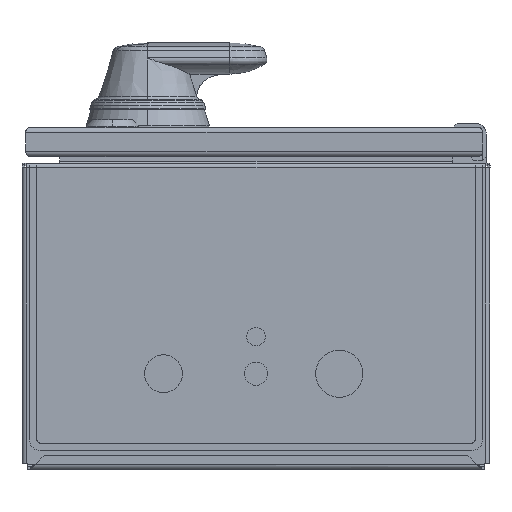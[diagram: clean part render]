
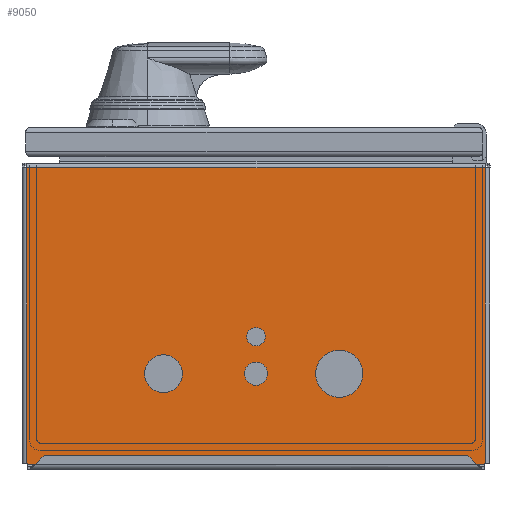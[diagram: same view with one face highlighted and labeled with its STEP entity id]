
A CAD part, left-side view. The second image highlights one B-rep face of the part: STEP entity #9050.
In plain terms, the highlighted planar face has unit normal (-1, 0, 0).
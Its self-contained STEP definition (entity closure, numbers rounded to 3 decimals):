
#883=DIRECTION('',(0.,-1.,0.));
#884=VECTOR('',#883,0.5);
#885=CARTESIAN_POINT('',(-28.133,124.029,-1.917));
#886=LINE('',#885,#884);
#896=DIRECTION('',(0.,0.,-1.));
#897=VECTOR('',#896,0.583);
#898=CARTESIAN_POINT('',(-28.133,123.529,-1.917));
#899=LINE('',#898,#897);
#1078=DIRECTION('',(0.,0.,1.));
#1079=VECTOR('',#1078,0.583);
#1080=CARTESIAN_POINT('',(-28.133,-123.471,
-2.5));
#1081=LINE('',#1080,#1079);
#1091=DIRECTION('',(0.,-1.,0.));
#1092=VECTOR('',#1091,0.5);
#1093=CARTESIAN_POINT('',(-28.133,-123.471,
-1.917));
#1094=LINE('',#1093,#1092);
#1363=DIRECTION('',(0.,1.,0.));
#1364=VECTOR('',#1363,248.);
#1365=CARTESIAN_POINT('',(-28.133,-123.971,
158.));
#1366=LINE('',#1365,#1364);
#1371=CARTESIAN_POINT('',(-28.133,0.029,
46.583));
#1372=DIRECTION('',(-1.,0.,0.));
#1373=DIRECTION('',(0.,-1.,0.));
#1374=AXIS2_PLACEMENT_3D('',#1371,#1372,#1373);
#1376=CARTESIAN_POINT('',(-28.133,0.029,
46.583));
#1377=DIRECTION('',(-1.,0.,0.));
#1378=DIRECTION('',(0.,1.,0.));
#1379=AXIS2_PLACEMENT_3D('',#1376,#1377,#1378);
#1381=CARTESIAN_POINT('',(-28.133,0.029,
66.583));
#1382=DIRECTION('',(-1.,0.,0.));
#1383=DIRECTION('',(0.,-1.,0.));
#1384=AXIS2_PLACEMENT_3D('',#1381,#1382,#1383);
#1386=CARTESIAN_POINT('',(-28.133,0.029,
66.583));
#1387=DIRECTION('',(-1.,0.,0.));
#1388=DIRECTION('',(0.,1.,0.));
#1389=AXIS2_PLACEMENT_3D('',#1386,#1387,#1388);
#1391=CARTESIAN_POINT('',(-28.133,-44.971,
46.583));
#1392=DIRECTION('',(-1.,0.,0.));
#1393=DIRECTION('',(0.,-1.,0.));
#1394=AXIS2_PLACEMENT_3D('',#1391,#1392,#1393);
#1396=CARTESIAN_POINT('',(-28.133,-44.971,
46.583));
#1397=DIRECTION('',(-1.,0.,0.));
#1398=DIRECTION('',(0.,1.,0.));
#1399=AXIS2_PLACEMENT_3D('',#1396,#1397,#1398);
#1401=CARTESIAN_POINT('',(-28.133,50.029,46.583));
#1402=DIRECTION('',(-1.,0.,0.));
#1403=DIRECTION('',(0.,-1.,0.));
#1404=AXIS2_PLACEMENT_3D('',#1401,#1402,#1403);
#1406=CARTESIAN_POINT('',(-28.133,50.029,46.583));
#1407=DIRECTION('',(-1.,0.,0.));
#1408=DIRECTION('',(0.,1.,0.));
#1409=AXIS2_PLACEMENT_3D('',#1406,#1407,#1408);
#1411=DIRECTION('',(0.,0.,1.));
#1412=VECTOR('',#1411,159.917);
#1413=CARTESIAN_POINT('',(-28.133,-123.971,
-1.917));
#1414=LINE('',#1413,#1412);
#1419=DIRECTION('',(0.,-1.,0.));
#1420=VECTOR('',#1419,247.);
#1421=CARTESIAN_POINT('',(-28.133,123.529,
-2.5));
#1422=LINE('',#1421,#1420);
#1756=DIRECTION('',(0.,0.,-1.));
#1757=VECTOR('',#1756,159.917);
#1758=CARTESIAN_POINT('',(-28.133,124.029,158.));
#1759=LINE('',#1758,#1757);
#5858=CARTESIAN_POINT('',(-28.133,-123.471,
-1.917));
#5860=VERTEX_POINT('',#5858);
#5867=CARTESIAN_POINT('',(-28.133,-123.471,
-2.5));
#5868=VERTEX_POINT('',#5867);
#5877=CARTESIAN_POINT('',(-28.133,-123.971,
-1.917));
#5878=VERTEX_POINT('',#5877);
#5903=CARTESIAN_POINT('',(-28.133,-123.971,
158.));
#5904=VERTEX_POINT('',#5903);
#5999=CARTESIAN_POINT('',(-28.133,124.029,158.));
#6000=VERTEX_POINT('',#5999);
#6007=CARTESIAN_POINT('',(-28.133,123.529,
-2.5));
#6008=VERTEX_POINT('',#6007);
#6009=CARTESIAN_POINT('',(-28.133,123.529,
-1.917));
#6010=VERTEX_POINT('',#6009);
#6011=CARTESIAN_POINT('',(-28.133,124.029,
-1.917));
#6012=VERTEX_POINT('',#6011);
#6013=CARTESIAN_POINT('',(-28.133,-6.221,
46.583));
#6014=CARTESIAN_POINT('',(-28.133,6.279,46.583));
#6015=VERTEX_POINT('',#6013);
#6016=VERTEX_POINT('',#6014);
#6017=CARTESIAN_POINT('',(-28.133,-4.971,
66.583));
#6018=CARTESIAN_POINT('',(-28.133,5.029,66.583));
#6019=VERTEX_POINT('',#6017);
#6020=VERTEX_POINT('',#6018);
#6021=CARTESIAN_POINT('',(-28.133,-57.721,
46.583));
#6022=CARTESIAN_POINT('',(-28.133,-32.221,
46.583));
#6023=VERTEX_POINT('',#6021);
#6024=VERTEX_POINT('',#6022);
#6025=CARTESIAN_POINT('',(-28.133,39.779,46.583));
#6026=CARTESIAN_POINT('',(-28.133,60.279,46.583));
#6027=VERTEX_POINT('',#6025);
#6028=VERTEX_POINT('',#6026);
#9008=CARTESIAN_POINT('',(-28.133,0.029,77.75));
#9009=DIRECTION('',(-1.,0.,0.));
#9010=DIRECTION('',(0.,1.,0.));
#9011=AXIS2_PLACEMENT_3D('',#9008,#9009,#9010);
#9012=PLANE('',#9011);
#9014=ORIENTED_EDGE('',*,*,#9013,.F.);
#9015=ORIENTED_EDGE('',*,*,#8370,.F.);
#9016=ORIENTED_EDGE('',*,*,#8345,.F.);
#9018=ORIENTED_EDGE('',*,*,#9017,.F.);
#9019=ORIENTED_EDGE('',*,*,#8010,.F.);
#9020=ORIENTED_EDGE('',*,*,#7984,.F.);
#9022=ORIENTED_EDGE('',*,*,#9021,.F.);
#9023=ORIENTED_EDGE('',*,*,#8991,.F.);
#9024=EDGE_LOOP('',(#9014,#9015,#9016,#9018,#9019,#9020,#9022,#9023));
#9025=FACE_OUTER_BOUND('',#9024,.F.);
#9027=ORIENTED_EDGE('',*,*,#9026,.T.);
#9029=ORIENTED_EDGE('',*,*,#9028,.T.);
#9030=EDGE_LOOP('',(#9027,#9029));
#9031=FACE_BOUND('',#9030,.F.);
#9033=ORIENTED_EDGE('',*,*,#9032,.T.);
#9035=ORIENTED_EDGE('',*,*,#9034,.T.);
#9036=EDGE_LOOP('',(#9033,#9035));
#9037=FACE_BOUND('',#9036,.F.);
#9039=ORIENTED_EDGE('',*,*,#9038,.T.);
#9041=ORIENTED_EDGE('',*,*,#9040,.T.);
#9042=EDGE_LOOP('',(#9039,#9041));
#9043=FACE_BOUND('',#9042,.F.);
#9045=ORIENTED_EDGE('',*,*,#9044,.T.);
#9047=ORIENTED_EDGE('',*,*,#9046,.T.);
#9048=EDGE_LOOP('',(#9045,#9047));
#9049=FACE_BOUND('',#9048,.F.);
#9050=ADVANCED_FACE('',(#9025,#9031,#9037,#9043,#9049),#9012,.T.);
#1375=CIRCLE('',#1374,6.25);
#1380=CIRCLE('',#1379,6.25);
#1385=CIRCLE('',#1384,5.);
#1390=CIRCLE('',#1389,5.);
#1395=CIRCLE('',#1394,12.75);
#1400=CIRCLE('',#1399,12.75);
#1405=CIRCLE('',#1404,10.25);
#1410=CIRCLE('',#1409,10.25);
#7984=EDGE_CURVE('',#6012,#6010,#886,.T.);
#8010=EDGE_CURVE('',#6010,#6008,#899,.T.);
#8345=EDGE_CURVE('',#5868,#5860,#1081,.T.);
#8370=EDGE_CURVE('',#5860,#5878,#1094,.T.);
#8991=EDGE_CURVE('',#5904,#6000,#1366,.T.);
#9013=EDGE_CURVE('',#5878,#5904,#1414,.T.);
#9017=EDGE_CURVE('',#6008,#5868,#1422,.T.);
#9021=EDGE_CURVE('',#6000,#6012,#1759,.T.);
#9026=EDGE_CURVE('',#6015,#6016,#1375,.T.);
#9028=EDGE_CURVE('',#6016,#6015,#1380,.T.);
#9032=EDGE_CURVE('',#6019,#6020,#1385,.T.);
#9034=EDGE_CURVE('',#6020,#6019,#1390,.T.);
#9038=EDGE_CURVE('',#6023,#6024,#1395,.T.);
#9040=EDGE_CURVE('',#6024,#6023,#1400,.T.);
#9044=EDGE_CURVE('',#6027,#6028,#1405,.T.);
#9046=EDGE_CURVE('',#6028,#6027,#1410,.T.);
